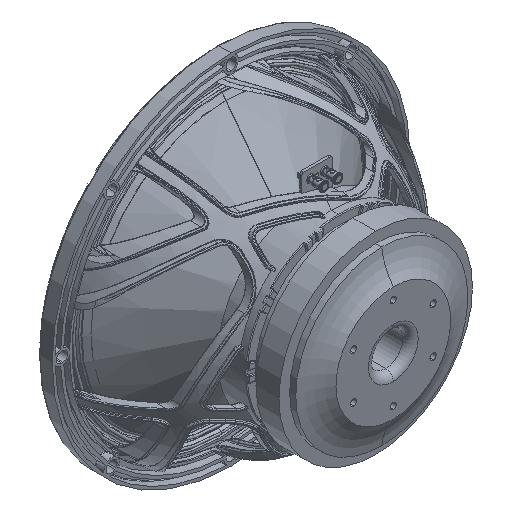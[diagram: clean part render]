
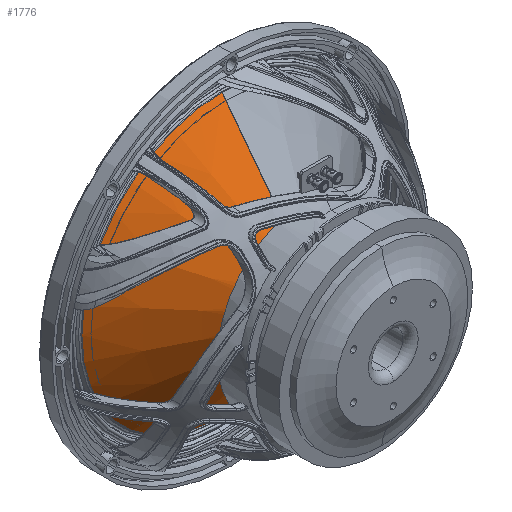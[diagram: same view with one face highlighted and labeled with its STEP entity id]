
A CAD part, isometric view. The second image highlights one B-rep face of the part: STEP entity #1776.
In plain terms, the highlighted conical face has half-angle 52.816 degrees and reference radius 51 mm.
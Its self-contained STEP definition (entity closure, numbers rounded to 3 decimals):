
#981 = DIRECTION ( 'NONE',  ( 0., -1., 0. ) ) ;
#1776 = ADVANCED_FACE ( 'NONE', ( #53413 ), #53059, .T. ) ;
#5014 = CARTESIAN_POINT ( 'NONE',  ( 0., 0.081, 0. ) ) ;
#16860 = VECTOR ( 'NONE', #45980, 1000. ) ;
#26382 = AXIS2_PLACEMENT_3D ( 'NONE', #5014, #130222, #106832 ) ;
#27392 = CIRCLE ( 'NONE', #48729, 51. ) ;
#29219 = DIRECTION ( 'NONE',  ( 0., -1., 0. ) ) ;
#29615 = EDGE_CURVE ( 'NONE', #114980, #114488, #118135, .T. ) ;
#30550 = VERTEX_POINT ( 'NONE', #143856 ) ;
#37997 = EDGE_CURVE ( 'NONE', #30550, #89828, #27392, .T. ) ;
#45980 = DIRECTION ( 'NONE',  ( 0., 0.604, -0.797 ) ) ;
#48729 = AXIS2_PLACEMENT_3D ( 'NONE', #64412, #981, #77788 ) ;
#48838 = LINE ( 'NONE', #61348, #123945 ) ;
#53059 = CONICAL_SURFACE ( 'NONE', #26382, 51., 0.922 ) ;
#53413 = FACE_OUTER_BOUND ( 'NONE', #123723, .T. ) ;
#54382 = LINE ( 'NONE', #96080, #16860 ) ;
#58154 = ORIENTED_EDGE ( 'NONE', *, *, #29615, .T. ) ;
#61348 = CARTESIAN_POINT ( 'NONE',  ( 0., 0.081, 51. ) ) ;
#64412 = CARTESIAN_POINT ( 'NONE',  ( 0., 0.081, 0. ) ) ;
#67867 = CARTESIAN_POINT ( 'NONE',  ( 0., 100.595, -183.5 ) ) ;
#73088 = DIRECTION ( 'NONE',  ( 0., 0.604, 0.797 ) ) ;
#75681 = CARTESIAN_POINT ( 'NONE',  ( 0., 100.595, 183.5 ) ) ;
#77771 = ORIENTED_EDGE ( 'NONE', *, *, #37997, .F. ) ;
#77788 = DIRECTION ( 'NONE',  ( 0., 0., -1. ) ) ;
#81842 = CARTESIAN_POINT ( 'NONE',  ( 0., 100.595, 0. ) ) ;
#86191 = EDGE_CURVE ( 'NONE', #89828, #114488, #54382, .T. ) ;
#89005 = ORIENTED_EDGE ( 'NONE', *, *, #90042, .T. ) ;
#89828 = VERTEX_POINT ( 'NONE', #114339 ) ;
#90042 = EDGE_CURVE ( 'NONE', #30550, #114980, #48838, .T. ) ;
#91437 = AXIS2_PLACEMENT_3D ( 'NONE', #81842, #29219, #143599 ) ;
#96080 = CARTESIAN_POINT ( 'NONE',  ( 0., 0.081, -51. ) ) ;
#106832 = DIRECTION ( 'NONE',  ( 0., 0., 1. ) ) ;
#114339 = CARTESIAN_POINT ( 'NONE',  ( 0., 0.081, -51. ) ) ;
#114488 = VERTEX_POINT ( 'NONE', #67867 ) ;
#114980 = VERTEX_POINT ( 'NONE', #75681 ) ;
#118135 = CIRCLE ( 'NONE', #91437, 183.5 ) ;
#123723 = EDGE_LOOP ( 'NONE', ( #130311, #77771, #89005, #58154 ) ) ;
#123945 = VECTOR ( 'NONE', #73088, 1000. ) ;
#130222 = DIRECTION ( 'NONE',  ( 0., 1., 0. ) ) ;
#130311 = ORIENTED_EDGE ( 'NONE', *, *, #86191, .F. ) ;
#143599 = DIRECTION ( 'NONE',  ( 0., 0., -1. ) ) ;
#143856 = CARTESIAN_POINT ( 'NONE',  ( 0., 0.081, 51. ) ) ;
